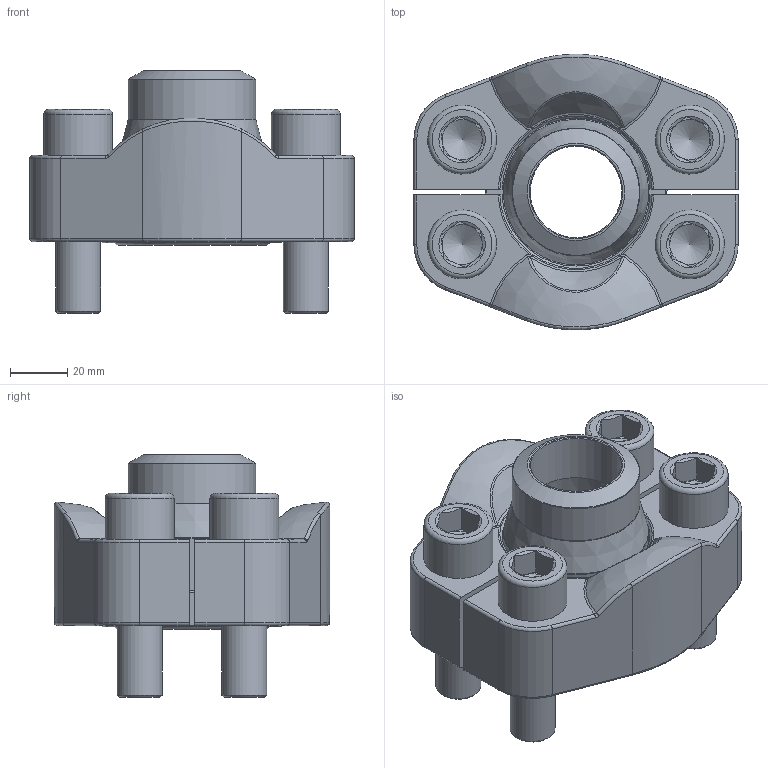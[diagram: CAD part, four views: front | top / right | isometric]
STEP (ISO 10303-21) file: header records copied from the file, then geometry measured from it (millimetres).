
FILE_DESCRIPTION(/* description */ (''),/* implementation_level */ '2;1');
FILE_NAME(/* name */ 'AFA38-653.stp',/* time_stamp */ '2025-01-15T09:06:24+01:00',/* author */ (''),/* organization */ (''),/* preprocessor_version */ 'ST-DEVELOPER v16',/* originating_system */ 'SIEMENS PLM Software NX 10.0',/* authorisation */ '');
FILE_SCHEMA (('AUTOMOTIVE_DESIGN { 1 0 10303 214 3 1 1 1 }'));
Length unit declared in the file: millimetre
Products named in the file (6): X-AFH38-6_einzel; X-M16x55I; X-O47; X-AFA38-6; X-AFH38-6; AFA38-6
Assembly tree (9 placements, depth 3):
  AFA38-6
    X-AFH38-6
      X-AFH38-6_einzel  x2
    X-AFA38-6
    X-O47
    X-M16x55I  x4
Bounding box: 112.9 x 95.94 x 84.5 mm (x, y, z)
Volume: 306433.1 mm3; surface area: 80959 mm2
Topology: 8 solids, 8 shells, 251 faces, 536 edges, 306 vertices
Faces by surface type: plane 85, cone 59, cylinder 45, torus 43, bspline 16, sphere 2, revolution 1
Full cylindrical faces by diameter (mm): 15.682 x4, 17 x4, 24 x4, 31.9 x1, 38 x1, 44.5 x1, 46.4 x1, 50.6 x1, 54.166 x1, 63.5 x1
Entity records: 3182 total; most frequent: CARTESIAN_POINT 830, DIRECTION 499, ORIENTED_EDGE 388, AXIS2_PLACEMENT_3D 223, EDGE_CURVE 194, EDGE_LOOP 151, VERTEX_POINT 131, CIRCLE 112
